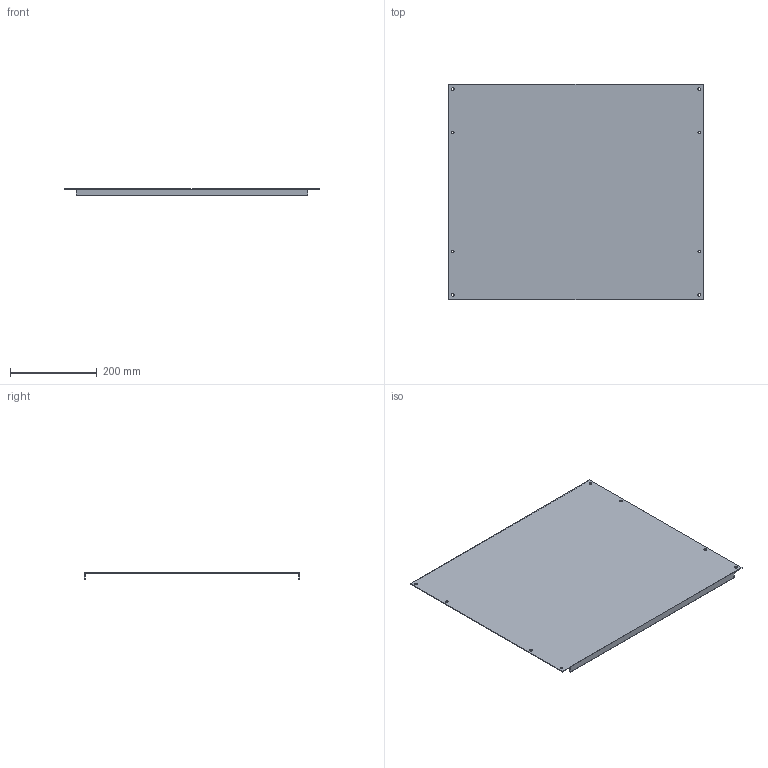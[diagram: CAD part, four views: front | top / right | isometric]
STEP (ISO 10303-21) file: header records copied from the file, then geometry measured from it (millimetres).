
FILE_DESCRIPTION (( 'STEP AP214' ), '1' );
FILE_NAME ('YKM30-MP-050-059 Ìîíòàæíàÿ ïàíåëü 500õ590 (îöèíê), äëÿ ÊÑÐÌ (ê-ò 2 øò.).STEP', '2016-10-19T13:12:05', ( 'user' ), ( '' ), 'SwSTEP 2.0', 'SolidWorks 2014', '' );
FILE_SCHEMA (( 'AUTOMOTIVE_DESIGN' ));
Length unit declared in the file: millimetre
Products named in the file (1): YKM30-MP-050-059 Ìîíòàæíàÿ ïàíåëü 500õ590 (îöèíê), äëÿ ÊÑÐÌ (ê-ò 2 øò.)
Bounding box: 588 x 497 x 15 mm (x, y, z)
Volume: 459663.8 mm3; surface area: 616466.1 mm2
Topology: 1 solids, 1 shells, 30 faces, 84 edges, 56 vertices
Faces by surface type: cylinder 16, plane 14
Entity records: 1046 total; most frequent: DIRECTION 178, CARTESIAN_POINT 171, ORIENTED_EDGE 168, EDGE_CURVE 84, AXIS2_PLACEMENT_3D 63, VERTEX_POINT 56, VECTOR 52, LINE 52
